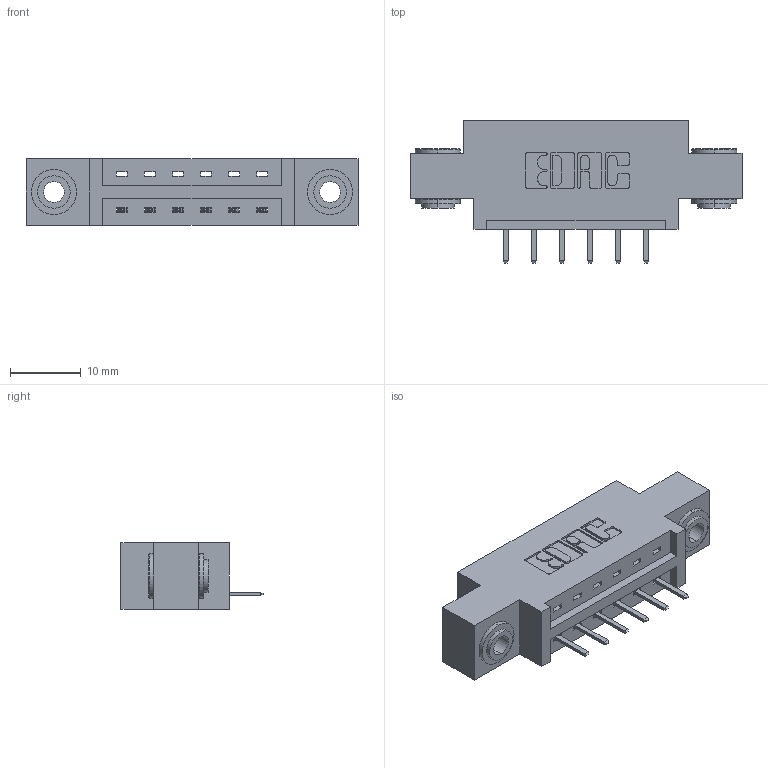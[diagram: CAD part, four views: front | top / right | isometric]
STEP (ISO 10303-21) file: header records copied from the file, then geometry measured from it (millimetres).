
FILE_DESCRIPTION (( 'STEP AP203' ), '1' );
FILE_NAME ('337-006-520-603.STEP', '2019-09-27T16:44:06', ( '' ), ( '' ), 'SwSTEP 2.0', 'SolidWorks 2016', '' );
FILE_SCHEMA (( 'CONFIG_CONTROL_DESIGN' ));
Length unit declared in the file: inch
Products named in the file (4): 337 Part_0.170 Offset - 0.156 Dia-TH; 345-292-001_345-293-120; 345-250-002_345-250-002-102; 337-006-520-603
Assembly tree (9 placements, depth 2):
  337-006-520-603
    337 Part_0.170 Offset - 0.156 Dia-TH
    345-292-001_345-293-120  x6
    345-250-002_345-250-002-102  x2
Bounding box: 46.79 x 20.02 x 9.4 mm (x, y, z)
Volume: 4296.8 mm3; surface area: 4507.3 mm2
Topology: 9 solids, 9 shells, 552 faces, 1575 edges, 1030 vertices
Faces by surface type: plane 372, cylinder 172, cone 8
Entity records: 10012 total; most frequent: CARTESIAN_POINT 1731, ORIENTED_EDGE 1654, DIRECTION 1553, EDGE_CURVE 827, LINE 671, VECTOR 671, VERTEX_POINT 546, AXIS2_PLACEMENT_3D 441
